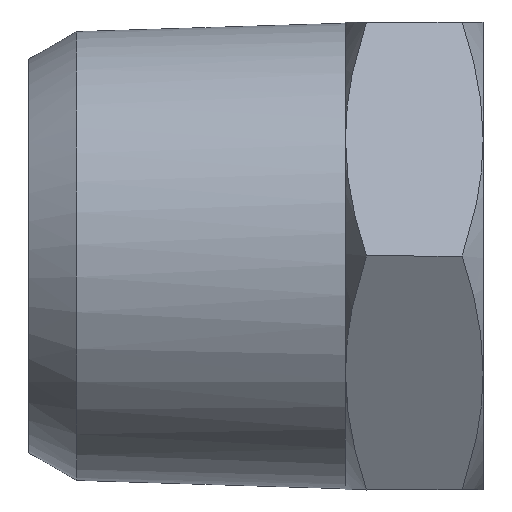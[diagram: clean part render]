
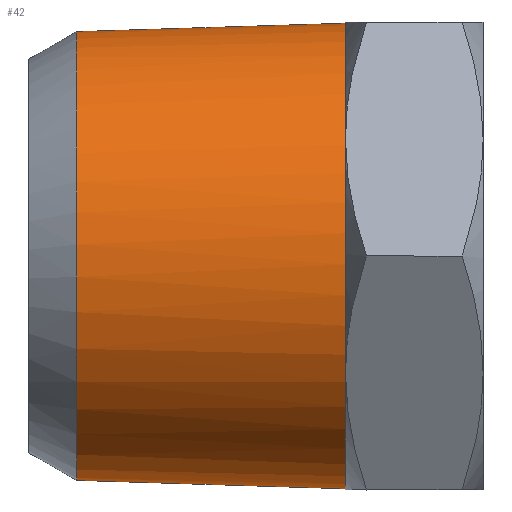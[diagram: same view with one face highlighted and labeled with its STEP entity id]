
A CAD part, left-side view. The second image highlights one B-rep face of the part: STEP entity #42.
In plain terms, the highlighted free-form (B-spline) face has degree [1, 3] with [2, 4] control points.
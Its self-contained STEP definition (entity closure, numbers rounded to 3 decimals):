
#16 = CARTESIAN_POINT ( 'NONE',  ( 0., 5., -8.455 ) ) ;
#23 = VERTEX_POINT ( 'NONE', #394 ) ;
#24 = CARTESIAN_POINT ( 'NONE',  ( -8.401, 5., 1.105 ) ) ;
#33 = CARTESIAN_POINT ( 'NONE',  ( -8.024, 5., -2.723 ) ) ;
#42 = ADVANCED_FACE ( 'NONE', ( #334 ), #1007, .F. ) ;
#50 = CARTESIAN_POINT ( 'NONE',  ( -7.599, 5., -3.749 ) ) ;
#67 = VERTEX_POINT ( 'NONE', #464 ) ;
#118 = EDGE_CURVE ( 'NONE', #1535, #23, #1210, .T. ) ;
#160 = CARTESIAN_POINT ( 'NONE',  ( -6.722, 5., -5.159 ) ) ;
#249 =( BOUNDED_CURVE ( )  B_SPLINE_CURVE ( 3, ( #1100, #466, #1383, #1505 ),
 .UNSPECIFIED., .F., .F. ) 
 B_SPLINE_CURVE_WITH_KNOTS ( ( 4, 4 ),
 ( -3.142, 0. ),
 .UNSPECIFIED. ) 
 CURVE ( )  GEOMETRIC_REPRESENTATION_ITEM ( )  RATIONAL_B_SPLINE_CURVE ( ( 1., 0.333, 0.333, 1. ) ) 
 REPRESENTATION_ITEM ( '' )  );
#281 = CARTESIAN_POINT ( 'NONE',  ( -3.749, 5., -7.599 ) ) ;
#288 = CARTESIAN_POINT ( 'NONE',  ( 0., 5., -8.455 ) ) ;
#294 = CARTESIAN_POINT ( 'NONE',  ( -7.339, 5., -4.236 ) ) ;
#301 = CARTESIAN_POINT ( 'NONE',  ( -5.159, 5., 6.722 ) ) ;
#334 = FACE_OUTER_BOUND ( 'NONE', #1314, .T. ) ;
#394 = CARTESIAN_POINT ( 'NONE',  ( 0., 14.768, -8.15 ) ) ;
#417 = CARTESIAN_POINT ( 'NONE',  ( 0., 14.768, -8.15 ) ) ;
#418 = CARTESIAN_POINT ( 'NONE',  ( -1.105, 5., 8.401 ) ) ;
#444 = CARTESIAN_POINT ( 'NONE',  ( -6.371, 5., 5.586 ) ) ;
#464 = CARTESIAN_POINT ( 'NONE',  ( 0., 14.768, 8.15 ) ) ;
#466 = CARTESIAN_POINT ( 'NONE',  ( -16.3, 14.768, -8.15 ) ) ;
#528 = CARTESIAN_POINT ( 'NONE',  ( 0., 5., 8.455 ) ) ;
#547 = CARTESIAN_POINT ( 'NONE',  ( -2.723, 5., -8.024 ) ) ;
#549 = EDGE_CURVE ( 'NONE', #67, #1307, #1178, .T. ) ;
#554 = CARTESIAN_POINT ( 'NONE',  ( 0., 5., 8.455 ) ) ;
#555 = CARTESIAN_POINT ( 'NONE',  ( -16.911, 5., -8.455 ) ) ;
#556 = CARTESIAN_POINT ( 'NONE',  ( -8.184, 5., 2.194 ) ) ;
#561 = CARTESIAN_POINT ( 'NONE',  ( -5.159, 5., -6.722 ) ) ;
#664 = CARTESIAN_POINT ( 'NONE',  ( -6.722, 5., 5.159 ) ) ;
#786 = CARTESIAN_POINT ( 'NONE',  ( -16.3, 14.768, -8.15 ) ) ;
#793 = CARTESIAN_POINT ( 'NONE',  ( -8.024, 5., 2.723 ) ) ;
#801 = CARTESIAN_POINT ( 'NONE',  ( -8.401, 5., -1.105 ) ) ;
#926 = CARTESIAN_POINT ( 'NONE',  ( -5.586, 5., -6.371 ) ) ;
#933 = CARTESIAN_POINT ( 'NONE',  ( -2.194, 5., -8.184 ) ) ;
#955 = CARTESIAN_POINT ( 'NONE',  ( 0., 14.768, -8.15 ) ) ;
#956 = EDGE_CURVE ( 'NONE', #23, #67, #249, .T. ) ;
#1007 =( BOUNDED_SURFACE ( )  B_SPLINE_SURFACE ( 1, 3, ( 
 ( #1455, #1061, #786, #417 ),
 ( #1586, #1176, #555, #16 ) ),
 .UNSPECIFIED., .F., .F., .T. ) 
 B_SPLINE_SURFACE_WITH_KNOTS ( ( 2, 2 ),
 ( 4, 4 ),
 ( 0., 1. ),
 ( 0., 1. ),
 .UNSPECIFIED. ) 
 GEOMETRIC_REPRESENTATION_ITEM ( )  RATIONAL_B_SPLINE_SURFACE ( (
 ( 1., 0.333, 0.333, 1.),
 ( 1., 0.333, 0.333, 1.) ) ) 
 REPRESENTATION_ITEM ( '' )  SURFACE ( )  );
#1050 = CARTESIAN_POINT ( 'NONE',  ( -4.236, 5., 7.339 ) ) ;
#1051 = B_SPLINE_CURVE_WITH_KNOTS ( 'NONE', 3,
 ( #1593, #1344, #418, #1463, #1469, #1599, #1050, #301, #1214, #444, #664, #1360, #1486, #793, #556, #24, #1618, #1480, #801, #1337, #33, #50, #294, #160, #1475, #926, #561, #1608, #281, #547, #933, #1190, #1063, #288 ),
 .UNSPECIFIED., .F., .F.,
 ( 4, 2, 2, 2, 2, 2, 2, 2, 2, 2, 2, 2, 2, 2, 2, 2, 4 ),
 ( 0., 0.196, 0.393, 0.589, 0.785, 0.982, 1.178, 1.374, 1.571, 1.767, 1.963, 2.16, 2.356, 2.553, 2.749, 2.945, 3.142 ),
 .UNSPECIFIED. ) ;
#1061 = CARTESIAN_POINT ( 'NONE',  ( -16.3, 14.768, 8.15 ) ) ;
#1063 = CARTESIAN_POINT ( 'NONE',  ( -0.555, 5., -8.455 ) ) ;
#1088 = ORIENTED_EDGE ( 'NONE', *, *, #118, .F. ) ;
#1100 = CARTESIAN_POINT ( 'NONE',  ( 0., 14.768, -8.15 ) ) ;
#1130 = ORIENTED_EDGE ( 'NONE', *, *, #549, .F. ) ;
#1160 = CARTESIAN_POINT ( 'NONE',  ( 0., 14.768, 8.15 ) ) ;
#1176 = CARTESIAN_POINT ( 'NONE',  ( -16.911, 5., 8.455 ) ) ;
#1178 = B_SPLINE_CURVE_WITH_KNOTS ( 'NONE', 1,
 ( #1160, #554 ),
 .UNSPECIFIED., .F., .F.,
 ( 2, 2 ),
 ( -1., 0. ),
 .UNSPECIFIED. ) ;
#1190 = CARTESIAN_POINT ( 'NONE',  ( -1.105, 5., -8.401 ) ) ;
#1210 = B_SPLINE_CURVE_WITH_KNOTS ( 'NONE', 1,
 ( #1629, #955 ),
 .UNSPECIFIED., .F., .F.,
 ( 2, 2 ),
 ( -1., 0. ),
 .UNSPECIFIED. ) ;
#1214 = CARTESIAN_POINT ( 'NONE',  ( -5.586, 5., 6.371 ) ) ;
#1283 = ORIENTED_EDGE ( 'NONE', *, *, #1446, .F. ) ;
#1307 = VERTEX_POINT ( 'NONE', #528 ) ;
#1314 = EDGE_LOOP ( 'NONE', ( #1549, #1088, #1283, #1130 ) ) ;
#1337 = CARTESIAN_POINT ( 'NONE',  ( -8.184, 5., -2.194 ) ) ;
#1344 = CARTESIAN_POINT ( 'NONE',  ( -0.555, 5., 8.455 ) ) ;
#1360 = CARTESIAN_POINT ( 'NONE',  ( -7.339, 5., 4.236 ) ) ;
#1383 = CARTESIAN_POINT ( 'NONE',  ( -16.3, 14.768, 8.15 ) ) ;
#1446 = EDGE_CURVE ( 'NONE', #1307, #1535, #1051, .T. ) ;
#1455 = CARTESIAN_POINT ( 'NONE',  ( 0., 14.768, 8.15 ) ) ;
#1463 = CARTESIAN_POINT ( 'NONE',  ( -2.194, 5., 8.184 ) ) ;
#1469 = CARTESIAN_POINT ( 'NONE',  ( -2.723, 5., 8.024 ) ) ;
#1475 = CARTESIAN_POINT ( 'NONE',  ( -6.371, 5., -5.586 ) ) ;
#1480 = CARTESIAN_POINT ( 'NONE',  ( -8.455, 5., -0.555 ) ) ;
#1486 = CARTESIAN_POINT ( 'NONE',  ( -7.599, 5., 3.749 ) ) ;
#1505 = CARTESIAN_POINT ( 'NONE',  ( 0., 14.768, 8.15 ) ) ;
#1535 = VERTEX_POINT ( 'NONE', #1603 ) ;
#1549 = ORIENTED_EDGE ( 'NONE', *, *, #956, .F. ) ;
#1586 = CARTESIAN_POINT ( 'NONE',  ( 0., 5., 8.455 ) ) ;
#1593 = CARTESIAN_POINT ( 'NONE',  ( 0., 5., 8.455 ) ) ;
#1599 = CARTESIAN_POINT ( 'NONE',  ( -3.749, 5., 7.599 ) ) ;
#1603 = CARTESIAN_POINT ( 'NONE',  ( 0., 5., -8.455 ) ) ;
#1608 = CARTESIAN_POINT ( 'NONE',  ( -4.236, 5., -7.339 ) ) ;
#1618 = CARTESIAN_POINT ( 'NONE',  ( -8.455, 5., 0.555 ) ) ;
#1629 = CARTESIAN_POINT ( 'NONE',  ( 0., 5., -8.455 ) ) ;
